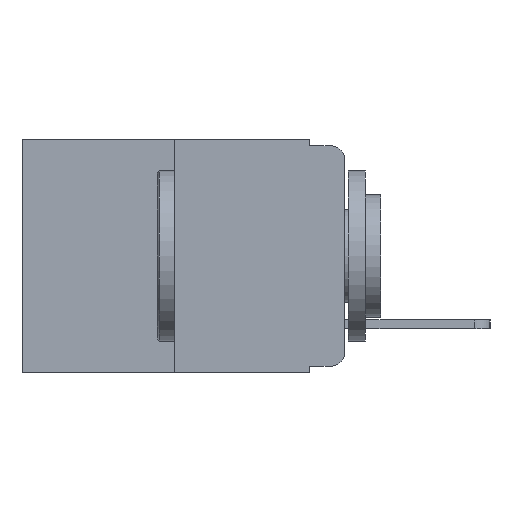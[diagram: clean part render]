
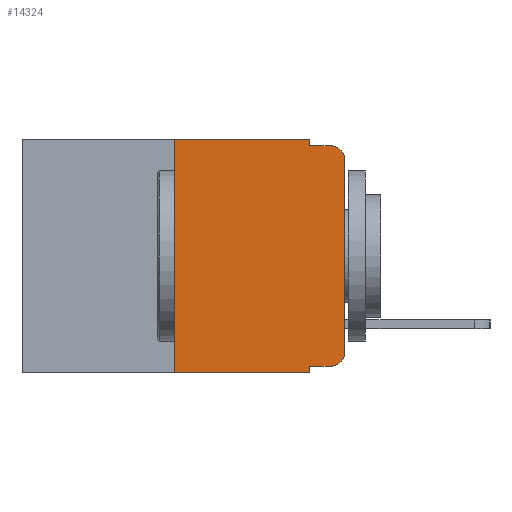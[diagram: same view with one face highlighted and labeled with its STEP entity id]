
A CAD part, left-side view. The second image highlights one B-rep face of the part: STEP entity #14324.
In plain terms, the highlighted planar face has unit normal (-1, 0, 0).
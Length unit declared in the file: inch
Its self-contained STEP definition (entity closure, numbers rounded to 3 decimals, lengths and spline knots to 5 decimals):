
#213 = ORIENTED_EDGE ( 'NONE', *, *, #6639, .T. ) ;
#357 = VECTOR ( 'NONE', #2303, 39.37008 ) ;
#580 = CARTESIAN_POINT ( 'NONE',  ( 0., 0.473, 0. ) ) ;
#635 = ORIENTED_EDGE ( 'NONE', *, *, #8835, .T. ) ;
#956 = EDGE_CURVE ( 'NONE', #5316, #16578, #11226, .T. ) ;
#1691 = VERTEX_POINT ( 'NONE', #10249 ) ;
#2303 = DIRECTION ( 'NONE',  ( 0., 0., -1. ) ) ;
#2307 = CIRCLE ( 'NONE', #2998, 0.02 ) ;
#2438 = DIRECTION ( 'NONE',  ( 0., -1., 0. ) ) ;
#2551 = EDGE_CURVE ( 'NONE', #9094, #5362, #19625, .T. ) ;
#2715 = VERTEX_POINT ( 'NONE', #6227 ) ;
#2827 = LINE ( 'NONE', #8651, #18664 ) ;
#2848 = LINE ( 'NONE', #8106, #11150 ) ;
#2869 = DIRECTION ( 'NONE',  ( 0., -1., 0. ) ) ;
#2998 = AXIS2_PLACEMENT_3D ( 'NONE', #3234, #14048, #4835 ) ;
#3158 = EDGE_LOOP ( 'NONE', ( #16241, #213, #13165, #3231, #12342, #16868, #6109, #6594, #7051, #635 ) ) ;
#3231 = ORIENTED_EDGE ( 'NONE', *, *, #7159, .F. ) ;
#3234 = CARTESIAN_POINT ( 'NONE',  ( 0., 0.02, -0.313 ) ) ;
#3394 = VECTOR ( 'NONE', #2869, 39.37008 ) ;
#4183 = CARTESIAN_POINT ( 'NONE',  ( 0., 0.02, -0.03 ) ) ;
#4771 = CARTESIAN_POINT ( 'NONE',  ( 0., 0.051, -0.01 ) ) ;
#4835 = DIRECTION ( 'NONE',  ( 0., 0., -1. ) ) ;
#5114 = FACE_OUTER_BOUND ( 'NONE', #3158, .T. ) ;
#5116 = AXIS2_PLACEMENT_3D ( 'NONE', #4183, #14966, #5793 ) ;
#5316 = VERTEX_POINT ( 'NONE', #11367 ) ;
#5362 = VERTEX_POINT ( 'NONE', #13095 ) ;
#5793 = DIRECTION ( 'NONE',  ( 0., 0., -1. ) ) ;
#5832 = VERTEX_POINT ( 'NONE', #8368 ) ;
#5931 = LINE ( 'NONE', #8043, #17628 ) ;
#6109 = ORIENTED_EDGE ( 'NONE', *, *, #7897, .T. ) ;
#6129 = CIRCLE ( 'NONE', #5116, 0.02 ) ;
#6227 = CARTESIAN_POINT ( 'NONE',  ( 0., 0., -0.313 ) ) ;
#6594 = ORIENTED_EDGE ( 'NONE', *, *, #15373, .F. ) ;
#6639 = EDGE_CURVE ( 'NONE', #5832, #1691, #6129, .T. ) ;
#6819 = DIRECTION ( 'NONE',  ( 0., -1., 0. ) ) ;
#7051 = ORIENTED_EDGE ( 'NONE', *, *, #2551, .T. ) ;
#7145 = CARTESIAN_POINT ( 'NONE',  ( 0., 0.473, 0. ) ) ;
#7159 = EDGE_CURVE ( 'NONE', #16578, #8829, #9208, .T. ) ;
#7267 = VECTOR ( 'NONE', #6819, 39.37008 ) ;
#7533 = CARTESIAN_POINT ( 'NONE',  ( 0., 0.25, -0.343 ) ) ;
#7672 = EDGE_CURVE ( 'NONE', #8829, #1691, #11375, .T. ) ;
#7897 = EDGE_CURVE ( 'NONE', #10278, #18356, #2827, .T. ) ;
#8043 = CARTESIAN_POINT ( 'NONE',  ( 0., 0.051, 0. ) ) ;
#8106 = CARTESIAN_POINT ( 'NONE',  ( 0., 0., 0. ) ) ;
#8368 = CARTESIAN_POINT ( 'NONE',  ( 0., 0., -0.03 ) ) ;
#8651 = CARTESIAN_POINT ( 'NONE',  ( 0., 0.473, -0.343 ) ) ;
#8687 = DIRECTION ( 'NONE',  ( 0., 0., -1. ) ) ;
#8829 = VERTEX_POINT ( 'NONE', #4771 ) ;
#8835 = EDGE_CURVE ( 'NONE', #5362, #2715, #2307, .T. ) ;
#9094 = VERTEX_POINT ( 'NONE', #17676 ) ;
#9208 = LINE ( 'NONE', #11621, #357 ) ;
#9584 = DIRECTION ( 'NONE',  ( 0., 0., -1. ) ) ;
#9645 = DIRECTION ( 'NONE',  ( 0., 0., 1. ) ) ;
#9848 = CARTESIAN_POINT ( 'NONE',  ( 0., 0.051, -0.01 ) ) ;
#10249 = CARTESIAN_POINT ( 'NONE',  ( 0., 0.02, -0.01 ) ) ;
#10278 = VERTEX_POINT ( 'NONE', #7533 ) ;
#10568 = LINE ( 'NONE', #17469, #18127 ) ;
#11116 = CARTESIAN_POINT ( 'NONE',  ( 0., 0.051, 0. ) ) ;
#11150 = VECTOR ( 'NONE', #9645, 39.37008 ) ;
#11226 = LINE ( 'NONE', #580, #18751 ) ;
#11367 = CARTESIAN_POINT ( 'NONE',  ( 0., 0.25, 0. ) ) ;
#11375 = LINE ( 'NONE', #9848, #7267 ) ;
#11621 = CARTESIAN_POINT ( 'NONE',  ( 0., 0.051, 0. ) ) ;
#12342 = ORIENTED_EDGE ( 'NONE', *, *, #956, .F. ) ;
#12692 = AXIS2_PLACEMENT_3D ( 'NONE', #7145, #17814, #8687 ) ;
#13095 = CARTESIAN_POINT ( 'NONE',  ( 0., 0.02, -0.333 ) ) ;
#13165 = ORIENTED_EDGE ( 'NONE', *, *, #7672, .F. ) ;
#13480 = CARTESIAN_POINT ( 'NONE',  ( 0., 0.051, -0.343 ) ) ;
#14048 = DIRECTION ( 'NONE',  ( -1., 0., 0. ) ) ;
#14324 = ADVANCED_FACE ( 'NONE', ( #5114 ), #16314, .F. ) ;
#14966 = DIRECTION ( 'NONE',  ( -1., 0., 0. ) ) ;
#15373 = EDGE_CURVE ( 'NONE', #9094, #18356, #5931, .T. ) ;
#16241 = ORIENTED_EDGE ( 'NONE', *, *, #17250, .T. ) ;
#16314 = PLANE ( 'NONE',  #12692 ) ;
#16475 = DIRECTION ( 'NONE',  ( 0., -1., 0. ) ) ;
#16578 = VERTEX_POINT ( 'NONE', #11116 ) ;
#16868 = ORIENTED_EDGE ( 'NONE', *, *, #19362, .F. ) ;
#17250 = EDGE_CURVE ( 'NONE', #2715, #5832, #2848, .T. ) ;
#17469 = CARTESIAN_POINT ( 'NONE',  ( 0., 0.25, 0. ) ) ;
#17628 = VECTOR ( 'NONE', #9584, 39.37008 ) ;
#17676 = CARTESIAN_POINT ( 'NONE',  ( 0., 0.051, -0.333 ) ) ;
#17814 = DIRECTION ( 'NONE',  ( 1., 0., 0. ) ) ;
#18127 = VECTOR ( 'NONE', #18944, 39.37008 ) ;
#18356 = VERTEX_POINT ( 'NONE', #13480 ) ;
#18664 = VECTOR ( 'NONE', #2438, 39.37008 ) ;
#18751 = VECTOR ( 'NONE', #16475, 39.37008 ) ;
#18944 = DIRECTION ( 'NONE',  ( 0., 0., 1. ) ) ;
#19362 = EDGE_CURVE ( 'NONE', #10278, #5316, #10568, .T. ) ;
#19625 = LINE ( 'NONE', #19921, #3394 ) ;
#19921 = CARTESIAN_POINT ( 'NONE',  ( 0., 0.051, -0.333 ) ) ;
